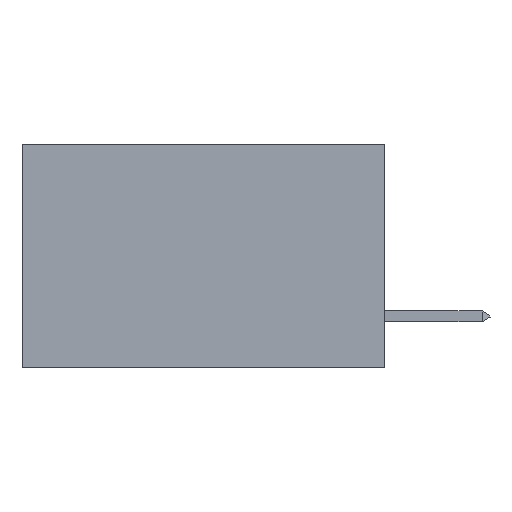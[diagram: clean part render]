
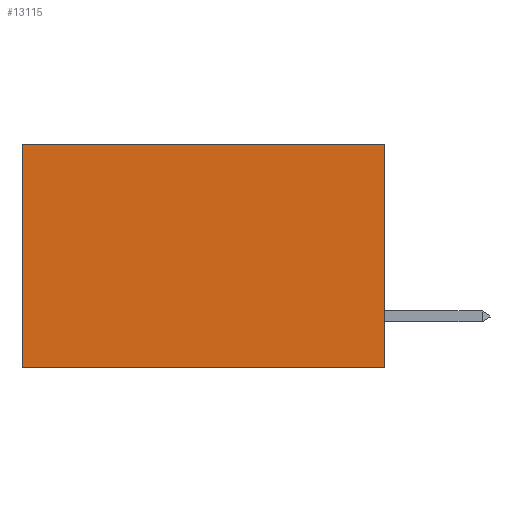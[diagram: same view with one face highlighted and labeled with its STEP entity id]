
A CAD part, left-side view. The second image highlights one B-rep face of the part: STEP entity #13115.
In plain terms, the highlighted planar face has unit normal (-1, 0, 0).
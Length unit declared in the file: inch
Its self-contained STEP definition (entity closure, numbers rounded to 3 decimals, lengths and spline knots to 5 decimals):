
#2148 = VECTOR ( 'NONE', #4431, 39.37008 ) ;
#2365 = VECTOR ( 'NONE', #6882, 39.37008 ) ;
#2781 = CARTESIAN_POINT ( 'NONE',  ( 0.2875, 0., -0.37 ) ) ;
#4431 = DIRECTION ( 'NONE',  ( 0., 0., -1. ) ) ;
#5105 = DIRECTION ( 'NONE',  ( 0., 0., -1. ) ) ;
#5161 = LINE ( 'NONE', #23963, #33047 ) ;
#6297 = ORIENTED_EDGE ( 'NONE', *, *, #16384, .F. ) ;
#6882 = DIRECTION ( 'NONE',  ( 0., 1., 0. ) ) ;
#7187 = ORIENTED_EDGE ( 'NONE', *, *, #34685, .F. ) ;
#7737 = CARTESIAN_POINT ( 'NONE',  ( 0.2875, 0., 0. ) ) ;
#7952 = LINE ( 'NONE', #20394, #2365 ) ;
#9361 = VERTEX_POINT ( 'NONE', #11764 ) ;
#9454 = ORIENTED_EDGE ( 'NONE', *, *, #17653, .T. ) ;
#9560 = EDGE_CURVE ( 'NONE', #10517, #34920, #10300, .T. ) ;
#10300 = LINE ( 'NONE', #18003, #2148 ) ;
#10487 = FACE_OUTER_BOUND ( 'NONE', #20531, .T. ) ;
#10517 = VERTEX_POINT ( 'NONE', #24439 ) ;
#11764 = CARTESIAN_POINT ( 'NONE',  ( 0.2875, 0., 0. ) ) ;
#12248 = DIRECTION ( 'NONE',  ( 0., 1., 0. ) ) ;
#13115 = ADVANCED_FACE ( 'NONE', ( #10487 ), #15955, .F. ) ;
#15955 = PLANE ( 'NONE',  #33809 ) ;
#16384 = EDGE_CURVE ( 'NONE', #9361, #27615, #5161, .T. ) ;
#17628 = CARTESIAN_POINT ( 'NONE',  ( 0.2875, 0., 0. ) ) ;
#17653 = EDGE_CURVE ( 'NONE', #9361, #10517, #25609, .T. ) ;
#18003 = CARTESIAN_POINT ( 'NONE',  ( 0.2875, 0.6, 0. ) ) ;
#18545 = VECTOR ( 'NONE', #12248, 39.37008 ) ;
#20394 = CARTESIAN_POINT ( 'NONE',  ( 0.2875, 0., -0.37 ) ) ;
#20531 = EDGE_LOOP ( 'NONE', ( #21905, #7187, #6297, #9454 ) ) ;
#21317 = DIRECTION ( 'NONE',  ( 1., 0., 0. ) ) ;
#21905 = ORIENTED_EDGE ( 'NONE', *, *, #9560, .T. ) ;
#23963 = CARTESIAN_POINT ( 'NONE',  ( 0.2875, 0., 0. ) ) ;
#24439 = CARTESIAN_POINT ( 'NONE',  ( 0.2875, 0.6, 0. ) ) ;
#25609 = LINE ( 'NONE', #17628, #18545 ) ;
#27615 = VERTEX_POINT ( 'NONE', #2781 ) ;
#33047 = VECTOR ( 'NONE', #34835, 39.37008 ) ;
#33809 = AXIS2_PLACEMENT_3D ( 'NONE', #7737, #21317, #5105 ) ;
#33894 = CARTESIAN_POINT ( 'NONE',  ( 0.2875, 0.6, -0.37 ) ) ;
#34685 = EDGE_CURVE ( 'NONE', #27615, #34920, #7952, .T. ) ;
#34835 = DIRECTION ( 'NONE',  ( 0., 0., -1. ) ) ;
#34920 = VERTEX_POINT ( 'NONE', #33894 ) ;
